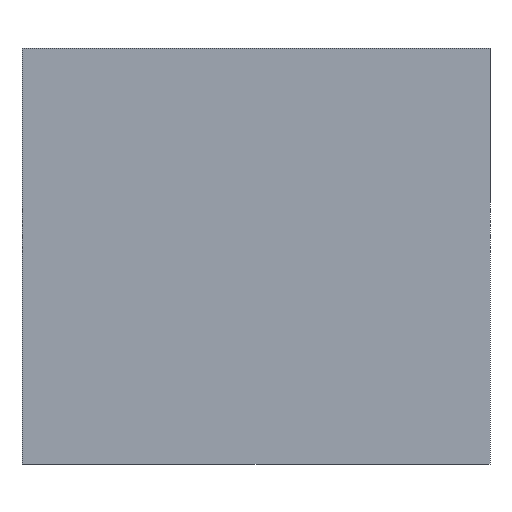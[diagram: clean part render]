
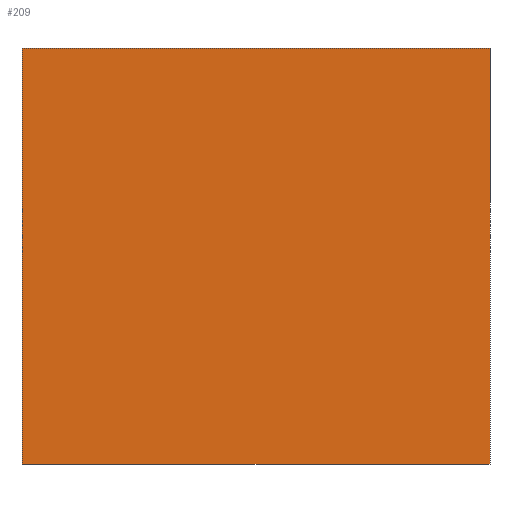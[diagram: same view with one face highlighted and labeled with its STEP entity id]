
A CAD part, front view. The second image highlights one B-rep face of the part: STEP entity #209.
In plain terms, the highlighted planar face has unit normal (0, -1, 0).
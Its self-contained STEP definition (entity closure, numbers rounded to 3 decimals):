
#40 = VERTEX_POINT('',#41);
#41 = CARTESIAN_POINT('',(-22.5,-8.,40.));
#47 = EDGE_CURVE('',#48,#40,#50,.T.);
#48 = VERTEX_POINT('',#49);
#49 = CARTESIAN_POINT('',(-22.5,-8.,0.));
#50 = LINE('',#51,#52);
#51 = CARTESIAN_POINT('',(-22.5,-8.,0.));
#52 = VECTOR('',#53,1.);
#53 = DIRECTION('',(0.,0.,1.));
#175 = EDGE_CURVE('',#48,#176,#178,.T.);
#176 = VERTEX_POINT('',#177);
#177 = CARTESIAN_POINT('',(22.5,-8.,0.));
#178 = LINE('',#179,#180);
#179 = CARTESIAN_POINT('',(-22.5,-8.,0.));
#180 = VECTOR('',#181,1.);
#181 = DIRECTION('',(1.,0.,0.));
#209 = ADVANCED_FACE('',(#210),#228,.F.);
#210 = FACE_BOUND('',#211,.F.);
#211 = EDGE_LOOP('',(#212,#213,#221,#227));
#212 = ORIENTED_EDGE('',*,*,#47,.T.);
#213 = ORIENTED_EDGE('',*,*,#214,.T.);
#214 = EDGE_CURVE('',#40,#215,#217,.T.);
#215 = VERTEX_POINT('',#216);
#216 = CARTESIAN_POINT('',(22.5,-8.,40.));
#217 = LINE('',#218,#219);
#218 = CARTESIAN_POINT('',(-22.5,-8.,40.));
#219 = VECTOR('',#220,1.);
#220 = DIRECTION('',(1.,0.,0.));
#221 = ORIENTED_EDGE('',*,*,#222,.F.);
#222 = EDGE_CURVE('',#176,#215,#223,.T.);
#223 = LINE('',#224,#225);
#224 = CARTESIAN_POINT('',(22.5,-8.,0.));
#225 = VECTOR('',#226,1.);
#226 = DIRECTION('',(0.,0.,1.));
#227 = ORIENTED_EDGE('',*,*,#175,.F.);
#228 = PLANE('',#229);
#229 = AXIS2_PLACEMENT_3D('',#230,#231,#232);
#230 = CARTESIAN_POINT('',(-22.5,-8.,0.));
#231 = DIRECTION('',(0.,1.,0.));
#232 = DIRECTION('',(1.,0.,0.));
